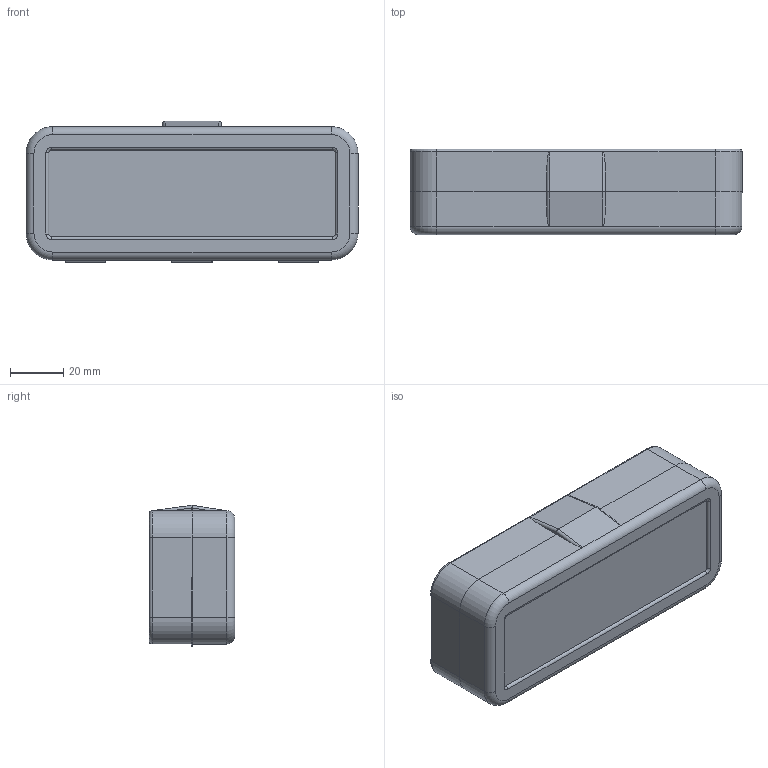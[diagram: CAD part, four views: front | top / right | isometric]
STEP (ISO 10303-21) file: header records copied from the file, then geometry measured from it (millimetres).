
FILE_DESCRIPTION (( 'STEP AP214' ), '1' );
FILE_NAME ('B128 Êîðîáêà ïëàñòèêîâàÿ, 125x50x32 ìì.STEP', '2020-04-06T13:14:09', ( '' ), ( '' ), 'SwSTEP 2.0', 'SolidWorks 2020', '' );
FILE_SCHEMA (( 'AUTOMOTIVE_DESIGN' ));
Length unit declared in the file: millimetre
Products named in the file (3): B128 Êîðîáêà ïëàñòèêîâàÿ, 125x50x32 ìì; B128 Åìêîñòü; B128 Êðûøêà
Assembly tree (2 placements, depth 2):
  B128 Êîðîáêà ïëàñòèêîâàÿ, 125x50x32 ìì
    B128 Åìêîñòü
    B128 Êðûøêà
Bounding box: 124.5 x 32 x 53 mm (x, y, z)
Volume: 24513.1 mm3; surface area: 45187.6 mm2
Topology: 2 solids, 2 shells, 147 faces, 368 edges, 230 vertices
Faces by surface type: plane 72, cylinder 51, torus 24
Entity records: 4466 total; most frequent: DIRECTION 784, CARTESIAN_POINT 780, ORIENTED_EDGE 736, EDGE_CURVE 368, AXIS2_PLACEMENT_3D 274, LINE 236, VECTOR 236, VERTEX_POINT 230
